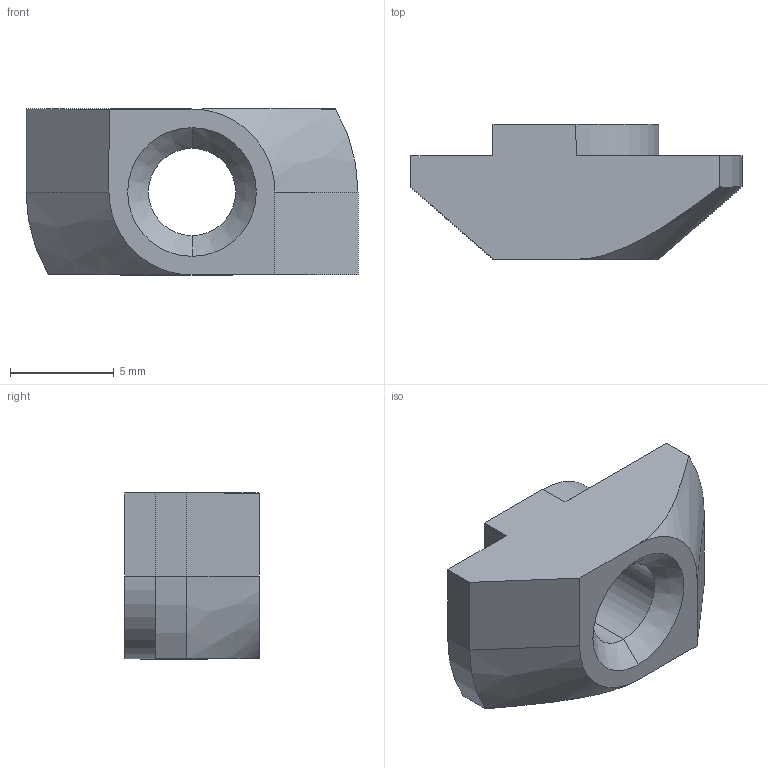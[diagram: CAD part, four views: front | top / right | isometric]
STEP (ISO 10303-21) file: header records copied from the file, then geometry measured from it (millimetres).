
FILE_DESCRIPTION (( 'STEP AP203' ), '1' );
FILE_NAME ('ALF-TN65Ì5-8.step', '2024-08-08T12:48:56', ( '' ), ( '' ), 'SwSTEP 2.0', 'SolidWorks 2022', '' );
FILE_SCHEMA (( 'CONFIG_CONTROL_DESIGN' ));
Length unit declared in the file: millimetre
Products named in the file (1): ALF-TN65М5-8
Bounding box: 16 x 6.5 x 8 mm (x, y, z)
Volume: 489.8 mm3; surface area: 502.3 mm2
Topology: 1 solids, 1 shells, 24 faces, 60 edges, 38 vertices
Faces by surface type: plane 12, cone 6, cylinder 6
Entity records: 815 total; most frequent: CARTESIAN_POINT 147, DIRECTION 126, ORIENTED_EDGE 120, EDGE_CURVE 60, AXIS2_PLACEMENT_3D 43, VECTOR 40, LINE 40, VERTEX_POINT 38
